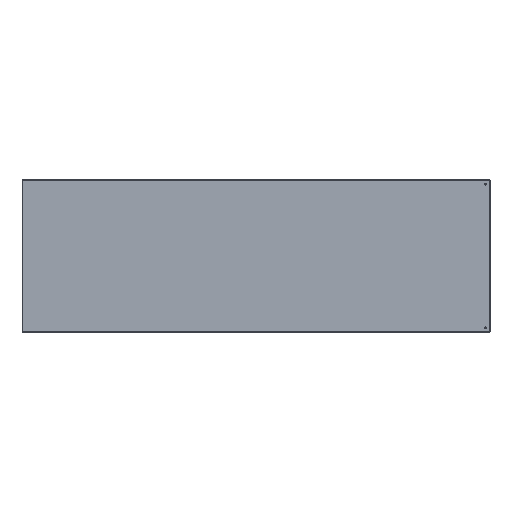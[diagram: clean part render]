
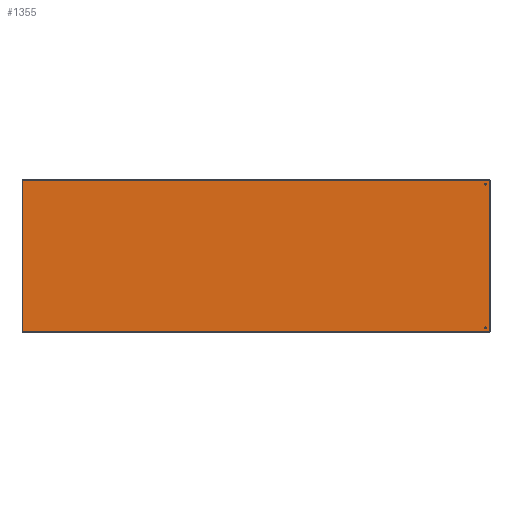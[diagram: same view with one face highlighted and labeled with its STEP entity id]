
A CAD part, top view. The second image highlights one B-rep face of the part: STEP entity #1355.
In plain terms, the highlighted planar face has unit normal (0, 0, 1).
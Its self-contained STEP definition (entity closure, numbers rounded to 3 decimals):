
#4 = CIRCLE ( 'NONE', #1727, 4. ) ;
#39 = LINE ( 'NONE', #2333, #119 ) ;
#42 = LINE ( 'NONE', #2306, #108 ) ;
#76 = CIRCLE ( 'NONE', #1721, 4. ) ;
#92 = VECTOR ( 'NONE', #2345, 1000. ) ;
#95 = VECTOR ( 'NONE', #2314, 1000. ) ;
#108 = VECTOR ( 'NONE', #2312, 1000. ) ;
#118 = LINE ( 'NONE', #2344, #92 ) ;
#119 = VECTOR ( 'NONE', #2343, 1000. ) ;
#121 = LINE ( 'NONE', #2313, #95 ) ;
#149 = CARTESIAN_POINT ( 'NONE',  ( 1025., -322., 1.5 ) ) ;
#152 = CARTESIAN_POINT ( 'NONE',  ( 1025., 322., 1.5 ) ) ;
#156 = CARTESIAN_POINT ( 'NONE',  ( 1033., 322., 1.5 ) ) ;
#160 = CARTESIAN_POINT ( 'NONE',  ( 1033., -322., 1.5 ) ) ;
#249 = CARTESIAN_POINT ( 'NONE',  ( 1046.9, -339.99, 1.5 ) ) ;
#250 = CARTESIAN_POINT ( 'NONE',  ( -1046.9, -339.99, 1.5 ) ) ;
#251 = CARTESIAN_POINT ( 'NONE',  ( 1046.9, 339.99, 1.5 ) ) ;
#252 = CARTESIAN_POINT ( 'NONE',  ( -1046.9, 339.99, 1.5 ) ) ;
#359 = VERTEX_POINT ( 'NONE', #252 ) ;
#360 = VERTEX_POINT ( 'NONE', #251 ) ;
#361 = VERTEX_POINT ( 'NONE', #250 ) ;
#362 = VERTEX_POINT ( 'NONE', #249 ) ;
#451 = VERTEX_POINT ( 'NONE', #160 ) ;
#455 = VERTEX_POINT ( 'NONE', #156 ) ;
#459 = VERTEX_POINT ( 'NONE', #152 ) ;
#462 = VERTEX_POINT ( 'NONE', #149 ) ;
#517 = ORIENTED_EDGE ( 'NONE', *, *, #1588, .T. ) ;
#522 = EDGE_LOOP ( 'NONE', ( #795, #517 ) ) ;
#555 = EDGE_LOOP ( 'NONE', ( #895, #724 ) ) ;
#595 = ORIENTED_EDGE ( 'NONE', *, *, #1493, .F. ) ;
#606 = EDGE_LOOP ( 'NONE', ( #595, #872, #2879, #2762 ) ) ;
#619 = FACE_OUTER_BOUND ( 'NONE', #606, .T. ) ;
#724 = ORIENTED_EDGE ( 'NONE', *, *, #1590, .T. ) ;
#781 = FACE_BOUND ( 'NONE', #555, .T. ) ;
#795 = ORIENTED_EDGE ( 'NONE', *, *, #1491, .T. ) ;
#872 = ORIENTED_EDGE ( 'NONE', *, *, #1507, .F. ) ;
#895 = ORIENTED_EDGE ( 'NONE', *, *, #1492, .T. ) ;
#953 = FACE_BOUND ( 'NONE', #522, .T. ) ;
#1355 = ADVANCED_FACE ( 'NONE', ( #781, #953, #619 ), #1948, .T. ) ;
#1491 = EDGE_CURVE ( 'NONE', #459, #455, #76, .T. ) ;
#1492 = EDGE_CURVE ( 'NONE', #462, #451, #4, .T. ) ;
#1493 = EDGE_CURVE ( 'NONE', #362, #361, #42, .T. ) ;
#1494 = EDGE_CURVE ( 'NONE', #361, #359, #121, .T. ) ;
#1506 = EDGE_CURVE ( 'NONE', #359, #360, #39, .T. ) ;
#1507 = EDGE_CURVE ( 'NONE', #360, #362, #118, .T. ) ;
#1588 = EDGE_CURVE ( 'NONE', #455, #459, #2642, .T. ) ;
#1590 = EDGE_CURVE ( 'NONE', #451, #462, #2668, .T. ) ;
#1661 = AXIS2_PLACEMENT_3D ( 'NONE', #1941, #1949, #1950 ) ;
#1721 = AXIS2_PLACEMENT_3D ( 'NONE', #2300, #2307, #2308 ) ;
#1727 = AXIS2_PLACEMENT_3D ( 'NONE', #2309, #2310, #2311 ) ;
#1762 = AXIS2_PLACEMENT_3D ( 'NONE', #2547, #2549, #2550 ) ;
#1763 = AXIS2_PLACEMENT_3D ( 'NONE', #2530, #2542, #2543 ) ;
#1941 = CARTESIAN_POINT ( 'NONE',  ( -1047., -340., 1.5 ) ) ;
#1948 = PLANE ( 'NONE',  #1661 ) ;
#1949 = DIRECTION ( 'NONE',  ( 0., 0., 1. ) ) ;
#1950 = DIRECTION ( 'NONE',  ( 1., 0., 0. ) ) ;
#2300 = CARTESIAN_POINT ( 'NONE',  ( 1029., 322., 1.5 ) ) ;
#2306 = CARTESIAN_POINT ( 'NONE',  ( 1047., -339.99, 1.5 ) ) ;
#2307 = DIRECTION ( 'NONE',  ( 0., 0., -1. ) ) ;
#2308 = DIRECTION ( 'NONE',  ( 1., 0., 0. ) ) ;
#2309 = CARTESIAN_POINT ( 'NONE',  ( 1029., -322., 1.5 ) ) ;
#2310 = DIRECTION ( 'NONE',  ( 0., 0., -1. ) ) ;
#2311 = DIRECTION ( 'NONE',  ( 1., 0., 0. ) ) ;
#2312 = DIRECTION ( 'NONE',  ( -1., 0., 0. ) ) ;
#2313 = CARTESIAN_POINT ( 'NONE',  ( -1046.9, -339.99, 1.5 ) ) ;
#2314 = DIRECTION ( 'NONE',  ( 0., 1., 0. ) ) ;
#2333 = CARTESIAN_POINT ( 'NONE',  ( -1047., 339.99, 1.5 ) ) ;
#2343 = DIRECTION ( 'NONE',  ( 1., 0., 0. ) ) ;
#2344 = CARTESIAN_POINT ( 'NONE',  ( 1046.9, 339.99, 1.5 ) ) ;
#2345 = DIRECTION ( 'NONE',  ( 0., -1., 0. ) ) ;
#2530 = CARTESIAN_POINT ( 'NONE',  ( 1029., 322., 1.5 ) ) ;
#2542 = DIRECTION ( 'NONE',  ( 0., 0., -1. ) ) ;
#2543 = DIRECTION ( 'NONE',  ( 1., 0., 0. ) ) ;
#2547 = CARTESIAN_POINT ( 'NONE',  ( 1029., -322., 1.5 ) ) ;
#2549 = DIRECTION ( 'NONE',  ( 0., 0., -1. ) ) ;
#2550 = DIRECTION ( 'NONE',  ( 1., 0., 0. ) ) ;
#2642 = CIRCLE ( 'NONE', #1763, 4. ) ;
#2668 = CIRCLE ( 'NONE', #1762, 4. ) ;
#2762 = ORIENTED_EDGE ( 'NONE', *, *, #1494, .F. ) ;
#2879 = ORIENTED_EDGE ( 'NONE', *, *, #1506, .F. ) ;
